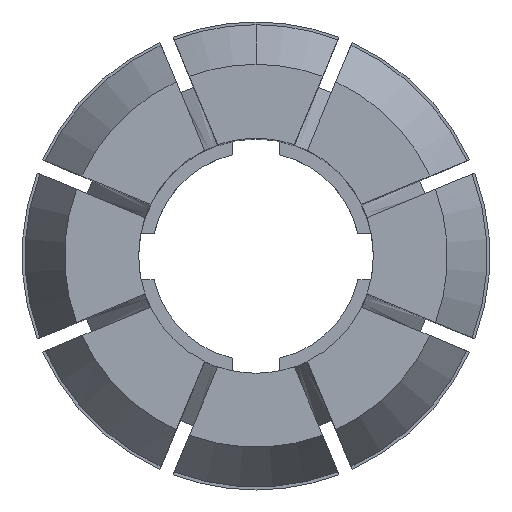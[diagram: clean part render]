
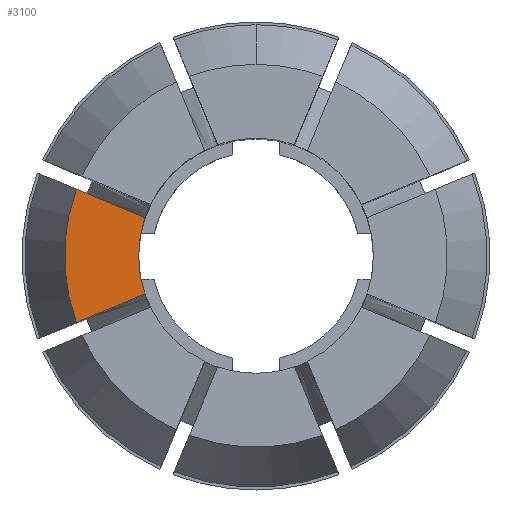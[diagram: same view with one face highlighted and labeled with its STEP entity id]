
A CAD part, top view. The second image highlights one B-rep face of the part: STEP entity #3100.
In plain terms, the highlighted planar face has unit normal (0, 0, 1).
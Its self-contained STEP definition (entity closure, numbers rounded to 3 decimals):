
#19 = CARTESIAN_POINT ( 'NONE',  ( 0., 0., 40. ) ) ;
#34 = ORIENTED_EDGE ( 'NONE', *, *, #1193, .F. ) ;
#76 = ORIENTED_EDGE ( 'NONE', *, *, #877, .F. ) ;
#116 = DIRECTION ( 'NONE',  ( 0., 0., -1. ) ) ;
#230 = CIRCLE ( 'NONE', #3077, 13.499 ) ;
#380 = FACE_OUTER_BOUND ( 'NONE', #781, .T. ) ;
#699 = VERTEX_POINT ( 'NONE', #2755 ) ;
#781 = EDGE_LOOP ( 'NONE', ( #1678, #1773, #76, #34 ) ) ;
#786 = VECTOR ( 'NONE', #1068, 1000. ) ;
#877 = EDGE_CURVE ( 'NONE', #3055, #3036, #230, .T. ) ;
#958 = AXIS2_PLACEMENT_3D ( 'NONE', #1856, #116, #2213 ) ;
#1068 = DIRECTION ( 'NONE',  ( -0.924, -0.383, 0. ) ) ;
#1122 = EDGE_CURVE ( 'NONE', #2264, #699, #1811, .T. ) ;
#1193 = EDGE_CURVE ( 'NONE', #2264, #3055, #2881, .T. ) ;
#1497 = CARTESIAN_POINT ( 'NONE',  ( -12.655, 4.701, 40. ) ) ;
#1678 = ORIENTED_EDGE ( 'NONE', *, *, #1122, .T. ) ;
#1733 = DIRECTION ( 'NONE',  ( 0., 0., -1. ) ) ;
#1773 = ORIENTED_EDGE ( 'NONE', *, *, #2321, .T. ) ;
#1811 = CIRCLE ( 'NONE', #958, 8.28 ) ;
#1835 = DIRECTION ( 'NONE',  ( 0., -1., 0. ) ) ;
#1856 = CARTESIAN_POINT ( 'NONE',  ( 0., 0., 40. ) ) ;
#1964 = CARTESIAN_POINT ( 'NONE',  ( -7.827, -2.701, 40. ) ) ;
#2205 = AXIS2_PLACEMENT_3D ( 'NONE', #2767, #3065, #1835 ) ;
#2213 = DIRECTION ( 'NONE',  ( 0., 1., 0. ) ) ;
#2264 = VERTEX_POINT ( 'NONE', #1964 ) ;
#2286 = DIRECTION ( 'NONE',  ( -0.924, 0.383, 0. ) ) ;
#2321 = EDGE_CURVE ( 'NONE', #699, #3036, #3440, .T. ) ;
#2397 = DIRECTION ( 'NONE',  ( 0., 1., 0. ) ) ;
#2755 = CARTESIAN_POINT ( 'NONE',  ( -7.827, 2.701, 40. ) ) ;
#2767 = CARTESIAN_POINT ( 'NONE',  ( 0., 13.499, 40. ) ) ;
#2881 = LINE ( 'NONE', #3453, #786 ) ;
#3036 = VERTEX_POINT ( 'NONE', #1497 ) ;
#3052 = PLANE ( 'NONE',  #2205 ) ;
#3055 = VERTEX_POINT ( 'NONE', #3316 ) ;
#3065 = DIRECTION ( 'NONE',  ( 0., 0., 1. ) ) ;
#3077 = AXIS2_PLACEMENT_3D ( 'NONE', #19, #1733, #2397 ) ;
#3100 = ADVANCED_FACE ( 'NONE', ( #380 ), #3052, .T. ) ;
#3316 = CARTESIAN_POINT ( 'NONE',  ( -12.655, -4.701, 40. ) ) ;
#3440 = LINE ( 'NONE', #3866, #3670 ) ;
#3453 = CARTESIAN_POINT ( 'NONE',  ( 4.581, 2.439, 40. ) ) ;
#3670 = VECTOR ( 'NONE', #2286, 1000. ) ;
#3866 = CARTESIAN_POINT ( 'NONE',  ( -4.964, 1.515, 40. ) ) ;
